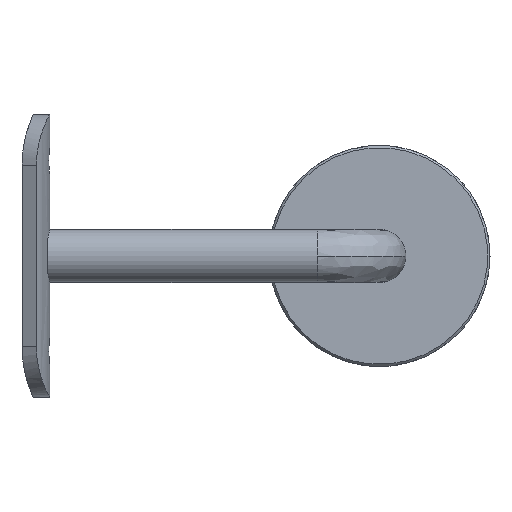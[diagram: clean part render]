
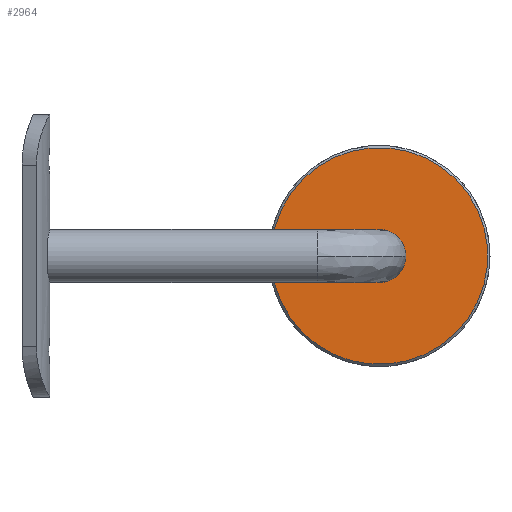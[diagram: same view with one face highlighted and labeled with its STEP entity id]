
A CAD part, left-side view. The second image highlights one B-rep face of the part: STEP entity #2964.
In plain terms, the highlighted face is planar.
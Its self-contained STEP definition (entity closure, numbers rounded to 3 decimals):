
#120 = CARTESIAN_POINT ( 'NONE',  ( 0., 0., 0. ) ) ;
#160 = FACE_BOUND ( 'NONE', #577, .T. ) ;
#225 = AXIS2_PLACEMENT_3D ( 'NONE', #120, #5931, #2515 ) ;
#328 = CIRCLE ( 'NONE', #1343, 24.5 ) ;
#499 = ORIENTED_EDGE ( 'NONE', *, *, #2716, .F. ) ;
#549 = CARTESIAN_POINT ( 'NONE',  ( 0., 0., 4.25 ) ) ;
#577 = EDGE_LOOP ( 'NONE', ( #4749, #499 ) ) ;
#1178 = DIRECTION ( 'NONE',  ( 1., 0., 0. ) ) ;
#1197 = CARTESIAN_POINT ( 'NONE',  ( 0., 0., -24.5 ) ) ;
#1302 = PLANE ( 'NONE',  #225 ) ;
#1343 = AXIS2_PLACEMENT_3D ( 'NONE', #3033, #2378, #3073 ) ;
#1450 = CIRCLE ( 'NONE', #5177, 4.25 ) ;
#2212 = CIRCLE ( 'NONE', #4194, 24.5 ) ;
#2378 = DIRECTION ( 'NONE',  ( 1., 0., 0. ) ) ;
#2515 = DIRECTION ( 'NONE',  ( 0., 0., 1. ) ) ;
#2530 = CARTESIAN_POINT ( 'NONE',  ( 0., 0., 24.5 ) ) ;
#2607 = DIRECTION ( 'NONE',  ( 1., 0., 0. ) ) ;
#2716 = EDGE_CURVE ( 'NONE', #7258, #6859, #3943, .T. ) ;
#2809 = DIRECTION ( 'NONE',  ( 0., 0., 1. ) ) ;
#2964 = ADVANCED_FACE ( 'NONE', ( #160, #6049 ), #1302, .F. ) ;
#3033 = CARTESIAN_POINT ( 'NONE',  ( 0., 0., 0. ) ) ;
#3073 = DIRECTION ( 'NONE',  ( 0., 0., 1. ) ) ;
#3198 = AXIS2_PLACEMENT_3D ( 'NONE', #5162, #3338, #6332 ) ;
#3338 = DIRECTION ( 'NONE',  ( 1., 0., 0. ) ) ;
#3343 = CARTESIAN_POINT ( 'NONE',  ( 0., 0., 0. ) ) ;
#3508 = ORIENTED_EDGE ( 'NONE', *, *, #6063, .T. ) ;
#3943 = CIRCLE ( 'NONE', #3198, 4.25 ) ;
#4133 = CARTESIAN_POINT ( 'NONE',  ( 0., 0., 0. ) ) ;
#4194 = AXIS2_PLACEMENT_3D ( 'NONE', #4133, #1178, #2809 ) ;
#4749 = ORIENTED_EDGE ( 'NONE', *, *, #6387, .F. ) ;
#5162 = CARTESIAN_POINT ( 'NONE',  ( 0., 0., 0. ) ) ;
#5177 = AXIS2_PLACEMENT_3D ( 'NONE', #3343, #2607, #6875 ) ;
#5648 = EDGE_CURVE ( 'NONE', #6646, #6629, #2212, .T. ) ;
#5931 = DIRECTION ( 'NONE',  ( -1., 0., 0. ) ) ;
#6020 = CARTESIAN_POINT ( 'NONE',  ( 0., 0., -4.25 ) ) ;
#6049 = FACE_OUTER_BOUND ( 'NONE', #7525, .T. ) ;
#6063 = EDGE_CURVE ( 'NONE', #6629, #6646, #328, .T. ) ;
#6332 = DIRECTION ( 'NONE',  ( 0., 0., -1. ) ) ;
#6387 = EDGE_CURVE ( 'NONE', #6859, #7258, #1450, .T. ) ;
#6629 = VERTEX_POINT ( 'NONE', #2530 ) ;
#6637 = ORIENTED_EDGE ( 'NONE', *, *, #5648, .T. ) ;
#6646 = VERTEX_POINT ( 'NONE', #1197 ) ;
#6859 = VERTEX_POINT ( 'NONE', #6020 ) ;
#6875 = DIRECTION ( 'NONE',  ( 0., 0., -1. ) ) ;
#7258 = VERTEX_POINT ( 'NONE', #549 ) ;
#7525 = EDGE_LOOP ( 'NONE', ( #3508, #6637 ) ) ;
